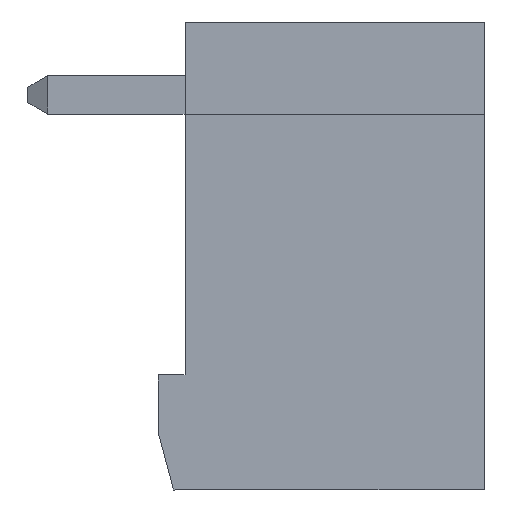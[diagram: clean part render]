
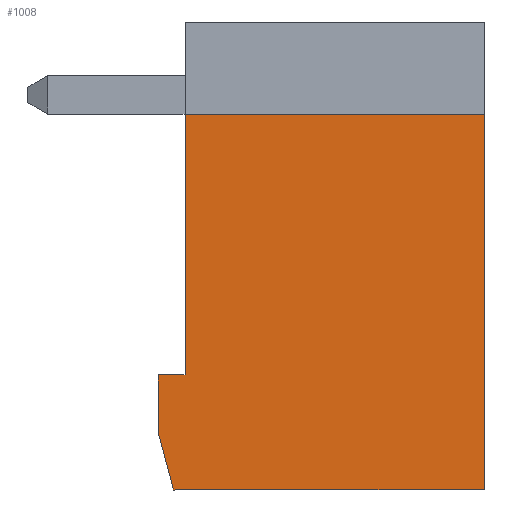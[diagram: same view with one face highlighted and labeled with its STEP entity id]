
A CAD part, front view. The second image highlights one B-rep face of the part: STEP entity #1008.
In plain terms, the highlighted planar face has unit normal (0, -1, 0).
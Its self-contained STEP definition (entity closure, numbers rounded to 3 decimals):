
#1008 = ADVANCED_FACE( '', ( #2338 ), #2339, .F. );
#2338 = FACE_OUTER_BOUND( '', #3996, .T. );
#2339 = PLANE( '', #3997 );
#3996 = EDGE_LOOP( '', ( #6980, #6981, #6982, #6983, #6984, #6985, #6986 ) );
#3997 = AXIS2_PLACEMENT_3D( '', #6987, #6988, #6989 );
#6980 = ORIENTED_EDGE( '', *, *, #10793, .F. );
#6981 = ORIENTED_EDGE( '', *, *, #10794, .F. );
#6982 = ORIENTED_EDGE( '', *, *, #10596, .F. );
#6983 = ORIENTED_EDGE( '', *, *, #10795, .F. );
#6984 = ORIENTED_EDGE( '', *, *, #10653, .F. );
#6985 = ORIENTED_EDGE( '', *, *, #9984, .F. );
#6986 = ORIENTED_EDGE( '', *, *, #10527, .F. );
#6987 = CARTESIAN_POINT( '', ( 109.301, 25.85, -9.8 ) );
#6988 = DIRECTION( '', ( 0., 1., 0. ) );
#6989 = DIRECTION( '', ( 1., 0., 0. ) );
#9984 = EDGE_CURVE( '', #12040, #12035, #12042, .T. );
#10527 = EDGE_CURVE( '', #12910, #12040, #12912, .T. );
#10596 = EDGE_CURVE( '', #13015, #12970, #13017, .T. );
#10653 = EDGE_CURVE( '', #12035, #13109, #13110, .T. );
#10793 = EDGE_CURVE( '', #13308, #12910, #13309, .T. );
#10794 = EDGE_CURVE( '', #12970, #13308, #13310, .T. );
#10795 = EDGE_CURVE( '', #13109, #13015, #13311, .T. );
#12035 = VERTEX_POINT( '', #14907 );
#12040 = VERTEX_POINT( '', #14914 );
#12042 = LINE( '', #14917, #14918 );
#12910 = VERTEX_POINT( '', #16208 );
#12912 = LINE( '', #16211, #16212 );
#12970 = VERTEX_POINT( '', #16299 );
#13015 = VERTEX_POINT( '', #16371 );
#13017 = LINE( '', #16374, #16375 );
#13109 = VERTEX_POINT( '', #16522 );
#13110 = LINE( '', #16523, #16524 );
#13308 = VERTEX_POINT( '', #16820 );
#13309 = LINE( '', #16821, #16822 );
#13310 = LINE( '', #16823, #16824 );
#13311 = LINE( '', #16825, #16826 );
#14907 = CARTESIAN_POINT( '', ( 110., 25.85, -6.8 ) );
#14914 = CARTESIAN_POINT( '', ( 109.301, 25.85, -6.8 ) );
#14917 = CARTESIAN_POINT( '', ( 109.901, 25.85, -6.8 ) );
#14918 = VECTOR( '', #18347, 1000. );
#16208 = CARTESIAN_POINT( '', ( 109.301, 25.85, -8.307 ) );
#16211 = CARTESIAN_POINT( '', ( 109.301, 25.85, -6.8 ) );
#16212 = VECTOR( '', #18810, 1000. );
#16299 = CARTESIAN_POINT( '', ( 117.801, 25.85, -9.8 ) );
#16371 = CARTESIAN_POINT( '', ( 117.801, 25.85, 0. ) );
#16374 = CARTESIAN_POINT( '', ( 117.801, 25.85, -9.8 ) );
#16375 = VECTOR( '', #18868, 1000. );
#16522 = CARTESIAN_POINT( '', ( 110., 25.85, 0. ) );
#16523 = CARTESIAN_POINT( '', ( 110., 25.85, 0. ) );
#16524 = VECTOR( '', #18924, 1000. );
#16820 = CARTESIAN_POINT( '', ( 109.701, 25.85, -9.8 ) );
#16821 = CARTESIAN_POINT( '', ( 109.301, 25.85, -8.307 ) );
#16822 = VECTOR( '', #19038, 1000. );
#16823 = CARTESIAN_POINT( '', ( 116.303, 25.85, -9.8 ) );
#16824 = VECTOR( '', #19039, 1000. );
#16825 = CARTESIAN_POINT( '', ( 117.801, 25.85, 0. ) );
#16826 = VECTOR( '', #19040, 1000. );
#18347 = DIRECTION( '', ( 1., 0., 0. ) );
#18810 = DIRECTION( '', ( 0., 0., 1. ) );
#18868 = DIRECTION( '', ( 0., 0., -1. ) );
#18924 = DIRECTION( '', ( 0., 0., 1. ) );
#19038 = DIRECTION( '', ( -0.259, 0., 0.966 ) );
#19039 = DIRECTION( '', ( -1., 0., 0. ) );
#19040 = DIRECTION( '', ( 1., 0., 0. ) );
